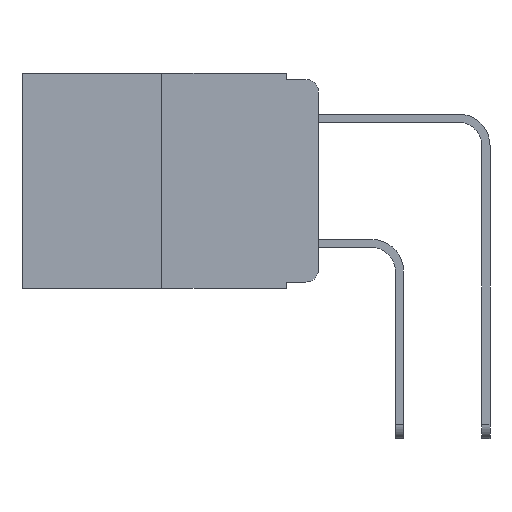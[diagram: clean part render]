
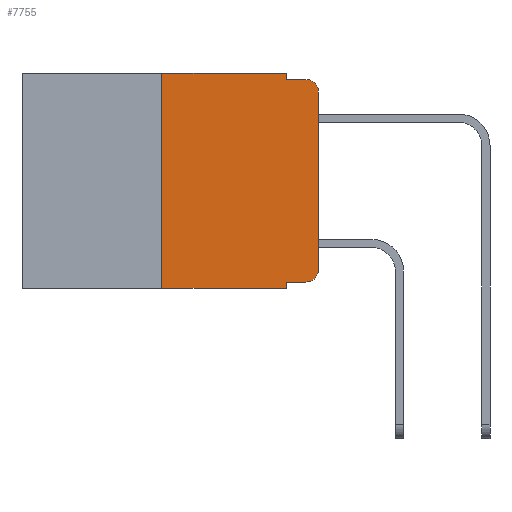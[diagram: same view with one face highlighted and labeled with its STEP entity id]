
A CAD part, left-side view. The second image highlights one B-rep face of the part: STEP entity #7755.
In plain terms, the highlighted planar face has unit normal (-1, 0, 0).
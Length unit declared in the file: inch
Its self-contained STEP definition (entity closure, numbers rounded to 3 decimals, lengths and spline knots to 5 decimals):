
#42 = FACE_OUTER_BOUND ( 'NONE', #193, .T. ) ;
#193 = EDGE_LOOP ( 'NONE', ( #4384, #12861, #8632, #11503, #12428, #218, #12608, #3012, #4290, #12049 ) ) ;
#218 = ORIENTED_EDGE ( 'NONE', *, *, #5176, .F. ) ;
#290 = DIRECTION ( 'NONE',  ( 1., 0., 0. ) ) ;
#385 = VECTOR ( 'NONE', #10002, 39.37008 ) ;
#578 = CIRCLE ( 'NONE', #7893, 0.02 ) ;
#804 = DIRECTION ( 'NONE',  ( 0., -1., 0. ) ) ;
#825 = CARTESIAN_POINT ( 'NONE',  ( 0., 0.02, -0.313 ) ) ;
#980 = DIRECTION ( 'NONE',  ( 0., 0., -1. ) ) ;
#1327 = CARTESIAN_POINT ( 'NONE',  ( 0., 0., -0.313 ) ) ;
#1525 = VERTEX_POINT ( 'NONE', #8866 ) ;
#1916 = CARTESIAN_POINT ( 'NONE',  ( 0., 0.051, -0.333 ) ) ;
#2166 = CARTESIAN_POINT ( 'NONE',  ( 0., 0.051, 0. ) ) ;
#3012 = ORIENTED_EDGE ( 'NONE', *, *, #4499, .F. ) ;
#3052 = VERTEX_POINT ( 'NONE', #1327 ) ;
#3131 = CARTESIAN_POINT ( 'NONE',  ( 0., 0.473, 0. ) ) ;
#3133 = EDGE_CURVE ( 'NONE', #3604, #3052, #4533, .T. ) ;
#3520 = CARTESIAN_POINT ( 'NONE',  ( 0., 0.473, 0. ) ) ;
#3604 = VERTEX_POINT ( 'NONE', #10637 ) ;
#3638 = CARTESIAN_POINT ( 'NONE',  ( 0., 0.051, 0. ) ) ;
#3785 = CARTESIAN_POINT ( 'NONE',  ( 0., 0.02, -0.03 ) ) ;
#3830 = EDGE_CURVE ( 'NONE', #5707, #3604, #10439, .T. ) ;
#3840 = VERTEX_POINT ( 'NONE', #12864 ) ;
#4045 = CARTESIAN_POINT ( 'NONE',  ( 0., 0., 0. ) ) ;
#4164 = DIRECTION ( 'NONE',  ( 0., -1., 0. ) ) ;
#4290 = ORIENTED_EDGE ( 'NONE', *, *, #3830, .T. ) ;
#4384 = ORIENTED_EDGE ( 'NONE', *, *, #8521, .T. ) ;
#4495 = AXIS2_PLACEMENT_3D ( 'NONE', #3520, #290, #7614 ) ;
#4499 = EDGE_CURVE ( 'NONE', #5707, #1525, #5303, .T. ) ;
#4533 = CIRCLE ( 'NONE', #8747, 0.02 ) ;
#4793 = DIRECTION ( 'NONE',  ( 0., 0., -1. ) ) ;
#5176 = EDGE_CURVE ( 'NONE', #7741, #12819, #11754, .T. ) ;
#5303 = LINE ( 'NONE', #2166, #9962 ) ;
#5413 = DIRECTION ( 'NONE',  ( 0., -1., 0. ) ) ;
#5517 = DIRECTION ( 'NONE',  ( 0., -1., 0. ) ) ;
#5564 = CARTESIAN_POINT ( 'NONE',  ( 0., 0.051, 0. ) ) ;
#5607 = CARTESIAN_POINT ( 'NONE',  ( 0., 0.051, -0.01 ) ) ;
#5707 = VERTEX_POINT ( 'NONE', #7203 ) ;
#5872 = EDGE_CURVE ( 'NONE', #7494, #3840, #6709, .T. ) ;
#6313 = VERTEX_POINT ( 'NONE', #11356 ) ;
#6554 = EDGE_CURVE ( 'NONE', #3840, #8153, #9470, .T. ) ;
#6596 = PLANE ( 'NONE',  #4495 ) ;
#6709 = LINE ( 'NONE', #5564, #11574 ) ;
#7182 = LINE ( 'NONE', #3131, #12055 ) ;
#7203 = CARTESIAN_POINT ( 'NONE',  ( 0., 0.051, -0.333 ) ) ;
#7461 = CARTESIAN_POINT ( 'NONE',  ( 0., 0.473, -0.343 ) ) ;
#7494 = VERTEX_POINT ( 'NONE', #3638 ) ;
#7614 = DIRECTION ( 'NONE',  ( 0., 0., -1. ) ) ;
#7741 = VERTEX_POINT ( 'NONE', #12384 ) ;
#7755 = ADVANCED_FACE ( 'NONE', ( #42 ), #6596, .F. ) ;
#7893 = AXIS2_PLACEMENT_3D ( 'NONE', #3785, #10733, #4793 ) ;
#7896 = EDGE_CURVE ( 'NONE', #6313, #8153, #578, .T. ) ;
#8153 = VERTEX_POINT ( 'NONE', #10175 ) ;
#8521 = EDGE_CURVE ( 'NONE', #3052, #6313, #11208, .T. ) ;
#8632 = ORIENTED_EDGE ( 'NONE', *, *, #6554, .F. ) ;
#8747 = AXIS2_PLACEMENT_3D ( 'NONE', #825, #11919, #9135 ) ;
#8866 = CARTESIAN_POINT ( 'NONE',  ( 0., 0.051, -0.343 ) ) ;
#9061 = LINE ( 'NONE', #7461, #11296 ) ;
#9135 = DIRECTION ( 'NONE',  ( 0., 0., -1. ) ) ;
#9202 = VECTOR ( 'NONE', #12704, 39.37008 ) ;
#9470 = LINE ( 'NONE', #5607, #11717 ) ;
#9962 = VECTOR ( 'NONE', #980, 39.37008 ) ;
#10002 = DIRECTION ( 'NONE',  ( 0., 0., 1. ) ) ;
#10008 = EDGE_CURVE ( 'NONE', #7741, #1525, #9061, .T. ) ;
#10125 = VECTOR ( 'NONE', #804, 39.37008 ) ;
#10175 = CARTESIAN_POINT ( 'NONE',  ( 0., 0.02, -0.01 ) ) ;
#10281 = DIRECTION ( 'NONE',  ( 0., 0., -1. ) ) ;
#10439 = LINE ( 'NONE', #1916, #10125 ) ;
#10582 = EDGE_CURVE ( 'NONE', #12819, #7494, #7182, .T. ) ;
#10637 = CARTESIAN_POINT ( 'NONE',  ( 0., 0.02, -0.333 ) ) ;
#10733 = DIRECTION ( 'NONE',  ( -1., 0., 0. ) ) ;
#11208 = LINE ( 'NONE', #4045, #385 ) ;
#11258 = CARTESIAN_POINT ( 'NONE',  ( 0., 0.25, 0. ) ) ;
#11296 = VECTOR ( 'NONE', #5413, 39.37008 ) ;
#11356 = CARTESIAN_POINT ( 'NONE',  ( 0., 0., -0.03 ) ) ;
#11503 = ORIENTED_EDGE ( 'NONE', *, *, #5872, .F. ) ;
#11574 = VECTOR ( 'NONE', #10281, 39.37008 ) ;
#11666 = CARTESIAN_POINT ( 'NONE',  ( 0., 0.25, 0. ) ) ;
#11717 = VECTOR ( 'NONE', #5517, 39.37008 ) ;
#11754 = LINE ( 'NONE', #11258, #9202 ) ;
#11919 = DIRECTION ( 'NONE',  ( -1., 0., 0. ) ) ;
#12049 = ORIENTED_EDGE ( 'NONE', *, *, #3133, .T. ) ;
#12055 = VECTOR ( 'NONE', #4164, 39.37008 ) ;
#12384 = CARTESIAN_POINT ( 'NONE',  ( 0., 0.25, -0.343 ) ) ;
#12428 = ORIENTED_EDGE ( 'NONE', *, *, #10582, .F. ) ;
#12608 = ORIENTED_EDGE ( 'NONE', *, *, #10008, .T. ) ;
#12704 = DIRECTION ( 'NONE',  ( 0., 0., 1. ) ) ;
#12819 = VERTEX_POINT ( 'NONE', #11666 ) ;
#12861 = ORIENTED_EDGE ( 'NONE', *, *, #7896, .T. ) ;
#12864 = CARTESIAN_POINT ( 'NONE',  ( 0., 0.051, -0.01 ) ) ;
